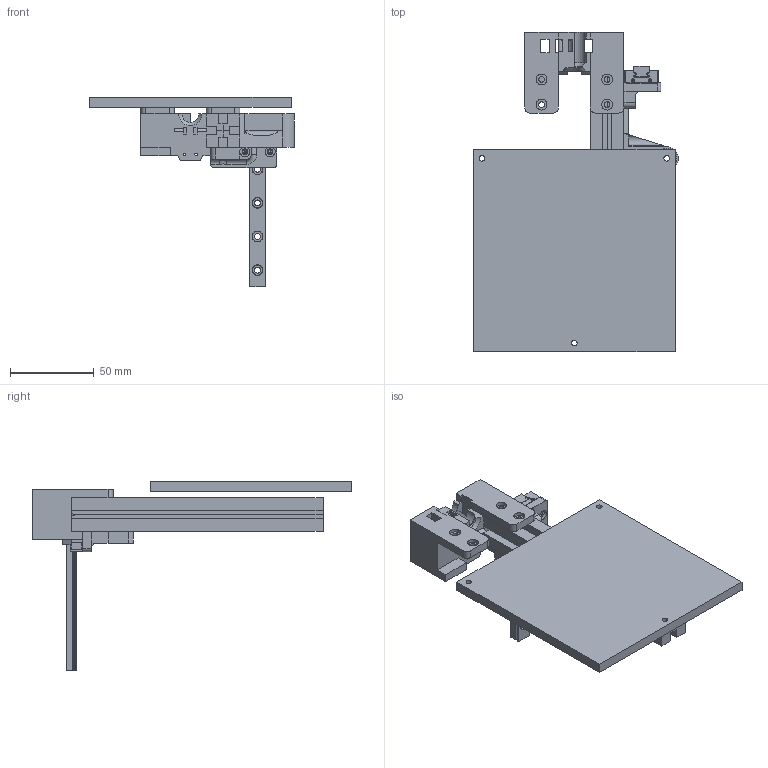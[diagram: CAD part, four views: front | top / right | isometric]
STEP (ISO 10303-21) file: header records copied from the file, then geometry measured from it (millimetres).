
FILE_DESCRIPTION(('FreeCAD Model'),'2;1');
FILE_NAME('Open CASCADE Shape Model','2025-05-20T23:02:31',(''),(''), 'Open CASCADE STEP processor 7.8','FreeCAD','Unknown');
FILE_SCHEMA(('AUTOMOTIVE_DESIGN { 1 0 10303 214 1 1 1 1 }'));
Length unit declared in the file: millimetre
Products named in the file (17): CAD_RR; 2020_Y_5; mgn9_z1; mgn9block_Z1; MGN9CZFC-Block039; MGN9CZFC-Block040; MGN9CZFC-Block041; MGN9CZFC-Block042; MGN9CZFC-Block043; MGN9CZFC-Block044; MGN9CZFC-Block045; MGN9CZFC-Block046; MGN9CZFC-Block047; Z_reprap_right; Z_reprap_v0_right; V0_bed; Z_reprap_belt
Assembly tree (16 placements, depth 3):
  CAD_RR
    2020_Y_5
    mgn9_z1
    mgn9block_Z1
      MGN9CZFC-Block039
      MGN9CZFC-Block040
      MGN9CZFC-Block041
      MGN9CZFC-Block042
      MGN9CZFC-Block043
      MGN9CZFC-Block044
      MGN9CZFC-Block045
      MGN9CZFC-Block046
      MGN9CZFC-Block047
    Z_reprap_right
    Z_reprap_v0_right
    V0_bed
    Z_reprap_belt
Bounding box: 122 x 190 x 113 mm (x, y, z)
Volume: 191209.4 mm3; surface area: 81142.2 mm2
Topology: 15 solids, 15 shells, 596 faces, 1567 edges, 1016 vertices
Faces by surface type: plane 372, cylinder 175, cone 39, sphere 8, bspline 1, torus 1
Full cylindrical faces by diameter (mm): 1.6 x2, 3.2 x4, 3.3 x3, 3.4 x8, 3.5 x5, 4 x1, 6 x11, 6.1 x2, 6.4 x4, 12 x1
Entity records: 18891 total; most frequent: CARTESIAN_POINT 3267, DIRECTION 3240, ORIENTED_EDGE 3118, EDGE_CURVE 1559, LINE 1096, VECTOR 1096, AXIS2_PLACEMENT_3D 1072, VERTEX_POINT 1016
